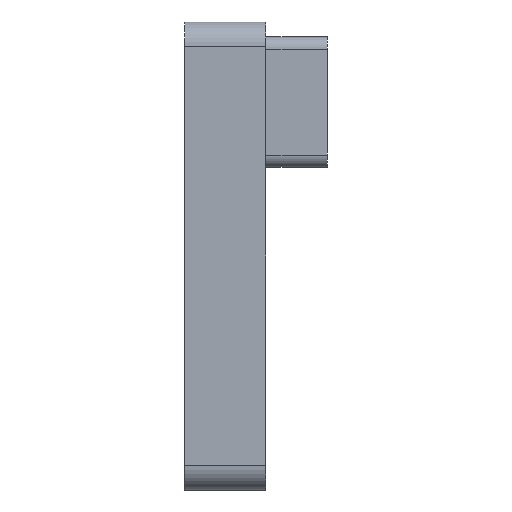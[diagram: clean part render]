
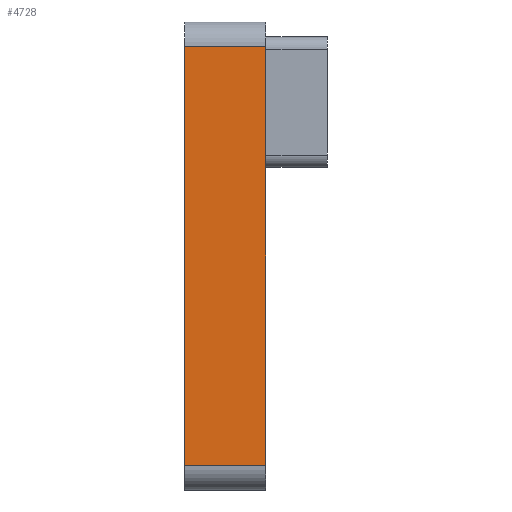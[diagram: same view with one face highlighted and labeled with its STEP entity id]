
A CAD part, front view. The second image highlights one B-rep face of the part: STEP entity #4728.
In plain terms, the highlighted planar face has unit normal (0, -1, 0).
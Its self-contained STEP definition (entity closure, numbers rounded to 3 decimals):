
#247 = CARTESIAN_POINT ( 'NONE',  ( 1.65, -15.5, 8.5 ) ) ;
#1620 = DIRECTION ( 'NONE',  ( 0., 0., -1. ) ) ;
#2382 = LINE ( 'NONE', #7143, #8360 ) ;
#2936 = CARTESIAN_POINT ( 'NONE',  ( 1.65, -15.5, -8.5 ) ) ;
#3382 = EDGE_LOOP ( 'NONE', ( #13670, #22277, #13134, #3405 ) ) ;
#3405 = ORIENTED_EDGE ( 'NONE', *, *, #16152, .T. ) ;
#4728 = ADVANCED_FACE ( 'NONE', ( #17406 ), #20614, .F. ) ;
#5235 = VECTOR ( 'NONE', #19219, 1000. ) ;
#5376 = VECTOR ( 'NONE', #8275, 1000. ) ;
#6139 = AXIS2_PLACEMENT_3D ( 'NONE', #247, #11284, #9351 ) ;
#6787 = LINE ( 'NONE', #17206, #5376 ) ;
#7101 = VERTEX_POINT ( 'NONE', #11158 ) ;
#7143 = CARTESIAN_POINT ( 'NONE',  ( 1.65, -15.5, 8.5 ) ) ;
#8275 = DIRECTION ( 'NONE',  ( 0., 0., -1. ) ) ;
#8360 = VECTOR ( 'NONE', #1620, 1000. ) ;
#8685 = EDGE_CURVE ( 'NONE', #16035, #23660, #2382, .T. ) ;
#9089 = EDGE_CURVE ( 'NONE', #23660, #7101, #15563, .T. ) ;
#9351 = DIRECTION ( 'NONE',  ( 0., 0., 1. ) ) ;
#10218 = VECTOR ( 'NONE', #12385, 1000. ) ;
#10511 = CARTESIAN_POINT ( 'NONE',  ( 1.65, -15.5, 8.5 ) ) ;
#11158 = CARTESIAN_POINT ( 'NONE',  ( -1.65, -15.5, -8.5 ) ) ;
#11284 = DIRECTION ( 'NONE',  ( 0., 1., 0. ) ) ;
#12385 = DIRECTION ( 'NONE',  ( -1., 0., 0. ) ) ;
#12953 = CARTESIAN_POINT ( 'NONE',  ( 1.65, -15.5, -8.5 ) ) ;
#13134 = ORIENTED_EDGE ( 'NONE', *, *, #8685, .F. ) ;
#13670 = ORIENTED_EDGE ( 'NONE', *, *, #18183, .T. ) ;
#15563 = LINE ( 'NONE', #2936, #5235 ) ;
#16035 = VERTEX_POINT ( 'NONE', #22196 ) ;
#16152 = EDGE_CURVE ( 'NONE', #16035, #21041, #22585, .T. ) ;
#17206 = CARTESIAN_POINT ( 'NONE',  ( -1.65, -15.5, 8.5 ) ) ;
#17406 = FACE_OUTER_BOUND ( 'NONE', #3382, .T. ) ;
#18183 = EDGE_CURVE ( 'NONE', #21041, #7101, #6787, .T. ) ;
#18433 = CARTESIAN_POINT ( 'NONE',  ( -1.65, -15.5, 8.5 ) ) ;
#19219 = DIRECTION ( 'NONE',  ( -1., 0., 0. ) ) ;
#20614 = PLANE ( 'NONE',  #6139 ) ;
#21041 = VERTEX_POINT ( 'NONE', #18433 ) ;
#22196 = CARTESIAN_POINT ( 'NONE',  ( 1.65, -15.5, 8.5 ) ) ;
#22277 = ORIENTED_EDGE ( 'NONE', *, *, #9089, .F. ) ;
#22585 = LINE ( 'NONE', #10511, #10218 ) ;
#23660 = VERTEX_POINT ( 'NONE', #12953 ) ;
